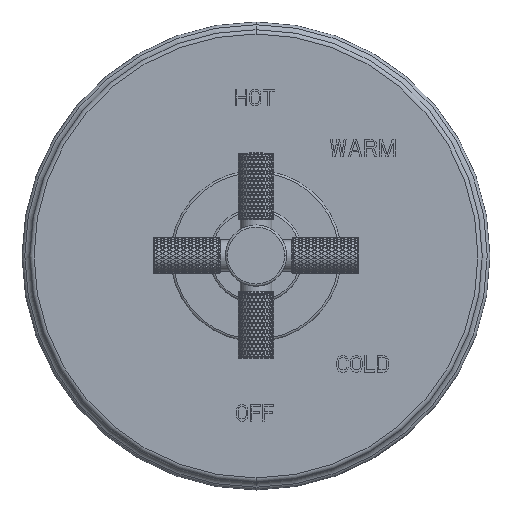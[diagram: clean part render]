
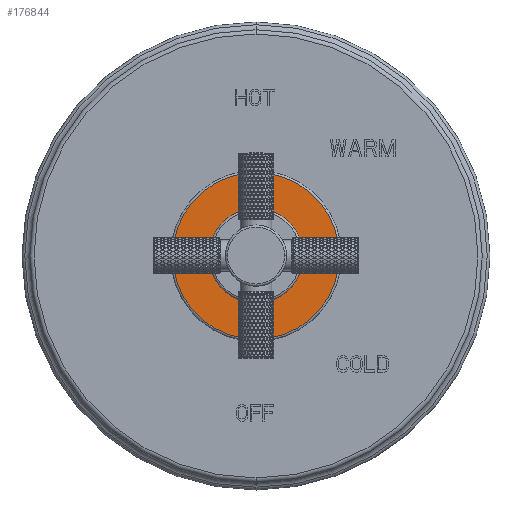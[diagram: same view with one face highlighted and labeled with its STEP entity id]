
A CAD part, top view. The second image highlights one B-rep face of the part: STEP entity #176844.
In plain terms, the highlighted planar face has unit normal (0, 0, 1).
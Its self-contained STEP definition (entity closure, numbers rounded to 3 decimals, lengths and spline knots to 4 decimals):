
#3807=CARTESIAN_POINT('',(0.,0.,0.688));
#3808=DIRECTION('',(0.,0.,1.));
#3809=DIRECTION('',(1.,0.,0.));
#3810=AXIS2_PLACEMENT_3D('',#3807,#3808,#3809);
#3812=CARTESIAN_POINT('',(0.,0.,0.688));
#3813=DIRECTION('',(0.,0.,1.));
#3814=DIRECTION('',(-1.,0.,0.));
#3815=AXIS2_PLACEMENT_3D('',#3812,#3813,#3814);
#3822=CARTESIAN_POINT('',(0.,0.,0.688));
#3823=DIRECTION('',(0.,0.,-1.));
#3824=DIRECTION('',(0.,-1.,0.));
#3825=AXIS2_PLACEMENT_3D('',#3822,#3823,#3824);
#3827=CARTESIAN_POINT('',(0.,0.,0.688));
#3828=DIRECTION('',(0.,0.,-1.));
#3829=DIRECTION('',(0.,1.,0.));
#3830=AXIS2_PLACEMENT_3D('',#3827,#3828,#3829);
#171190=CARTESIAN_POINT('',(1.1575,0.,0.688));
#171191=CARTESIAN_POINT('',(-1.1575,0.,0.688));
#171192=VERTEX_POINT('',#171190);
#171193=VERTEX_POINT('',#171191);
#171198=CARTESIAN_POINT('',(0.,-0.625,0.688));
#171199=CARTESIAN_POINT('',(0.,0.625,0.688));
#171200=VERTEX_POINT('',#171198);
#171201=VERTEX_POINT('',#171199);
#176828=CARTESIAN_POINT('',(0.,0.,0.688));
#176829=DIRECTION('',(0.,0.,-1.));
#176830=DIRECTION('',(1.,0.,0.));
#176831=AXIS2_PLACEMENT_3D('',#176828,#176829,#176830);
#176832=PLANE('',#176831);
#176834=ORIENTED_EDGE('',*,*,#176833,.F.);
#176835=ORIENTED_EDGE('',*,*,#176818,.F.);
#176836=EDGE_LOOP('',(#176834,#176835));
#176837=FACE_OUTER_BOUND('',#176836,.F.);
#176839=ORIENTED_EDGE('',*,*,#176838,.F.);
#176841=ORIENTED_EDGE('',*,*,#176840,.F.);
#176842=EDGE_LOOP('',(#176839,#176841));
#176843=FACE_BOUND('',#176842,.F.);
#176844=ADVANCED_FACE('',(#176837,#176843),#176832,.F.);
#3811=CIRCLE('',#3810,1.1575);
#3816=CIRCLE('',#3815,1.1575);
#3826=CIRCLE('',#3825,0.625);
#3831=CIRCLE('',#3830,0.625);
#176818=EDGE_CURVE('',#171193,#171192,#3816,.T.);
#176833=EDGE_CURVE('',#171192,#171193,#3811,.T.);
#176838=EDGE_CURVE('',#171200,#171201,#3826,.T.);
#176840=EDGE_CURVE('',#171201,#171200,#3831,.T.);
